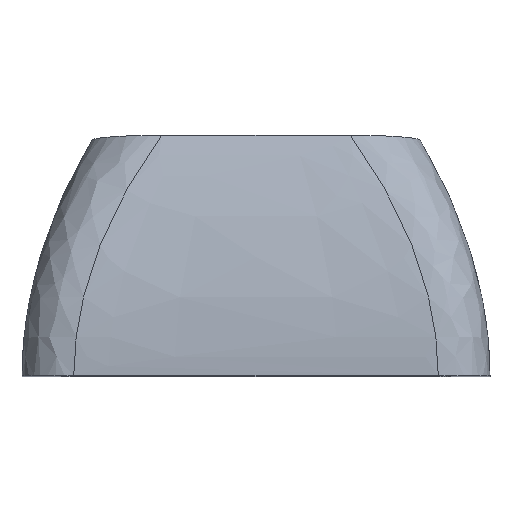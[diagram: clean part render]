
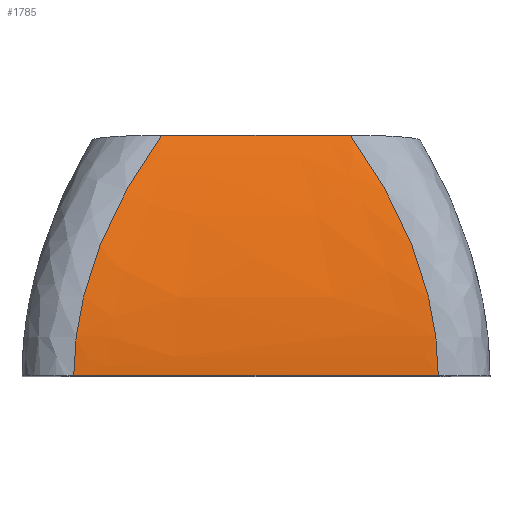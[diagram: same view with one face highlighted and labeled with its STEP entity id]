
A CAD part, top view. The second image highlights one B-rep face of the part: STEP entity #1785.
In plain terms, the highlighted free-form (B-spline) face has degree [3, 3] with [4, 4] control points.
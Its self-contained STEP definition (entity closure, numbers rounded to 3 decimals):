
#42=B_SPLINE_SURFACE_WITH_KNOTS('',3,3,((#2547,#2548,#2549,#2550),(#2551,
#2552,#2553,#2554),(#2555,#2556,#2557,#2558),(#2559,#2560,#2561,#2562)),
 .UNSPECIFIED.,.F.,.F.,.F.,(4,4),(4,4),(0.,1.),(0.,1.),.UNSPECIFIED.);
#94=B_SPLINE_CURVE_WITH_KNOTS('',3,(#2567,#2568,#2569,#2570),
 .UNSPECIFIED.,.F.,.F.,(4,4),(0.,1.),.UNSPECIFIED.);
#95=B_SPLINE_CURVE_WITH_KNOTS('',3,(#2573,#2574,#2575,#2576),
 .UNSPECIFIED.,.F.,.F.,(4,4),(0.,1.),.UNSPECIFIED.);
#192=FACE_OUTER_BOUND('',#291,.T.);
#291=EDGE_LOOP('',(#1221,#1222,#1223,#1224));
#414=LINE('',#2565,#576);
#415=LINE('',#2572,#577);
#576=VECTOR('',#2008,10.);
#577=VECTOR('',#2009,10.);
#744=VERTEX_POINT('',#2563);
#745=VERTEX_POINT('',#2564);
#746=VERTEX_POINT('',#2566);
#747=VERTEX_POINT('',#2571);
#937=EDGE_CURVE('',#744,#745,#414,.T.);
#938=EDGE_CURVE('',#745,#746,#94,.T.);
#939=EDGE_CURVE('',#747,#746,#415,.T.);
#940=EDGE_CURVE('',#744,#747,#95,.T.);
#1221=ORIENTED_EDGE('',*,*,#937,.T.);
#1222=ORIENTED_EDGE('',*,*,#938,.T.);
#1223=ORIENTED_EDGE('',*,*,#939,.F.);
#1224=ORIENTED_EDGE('',*,*,#940,.F.);
#1785=ADVANCED_FACE('',(#192),#42,.T.);
#2008=DIRECTION('',(-1.,0.,0.));
#2009=DIRECTION('',(-1.,0.,0.));
#2547=CARTESIAN_POINT('Ctrl Pts',(12.7,9.309,15.363));
#2548=CARTESIAN_POINT('Ctrl Pts',(14.967,6.206,17.188));
#2549=CARTESIAN_POINT('Ctrl Pts',(16.1,2.956,18.1));
#2550=CARTESIAN_POINT('Ctrl Pts',(16.1,0.,18.1));
#2551=CARTESIAN_POINT('Ctrl Pts',(11.286,9.309,15.363));
#2552=CARTESIAN_POINT('Ctrl Pts',(13.336,6.206,17.149));
#2553=CARTESIAN_POINT('Ctrl Pts',(15.053,2.956,18.1));
#2554=CARTESIAN_POINT('Ctrl Pts',(15.053,0.,
18.1));
#2555=CARTESIAN_POINT('Ctrl Pts',(6.814,9.309,15.363));
#2556=CARTESIAN_POINT('Ctrl Pts',(4.764,6.206,17.149));
#2557=CARTESIAN_POINT('Ctrl Pts',(3.047,2.956,18.1));
#2558=CARTESIAN_POINT('Ctrl Pts',(3.047,0.,
18.1));
#2559=CARTESIAN_POINT('Ctrl Pts',(5.4,9.309,15.363));
#2560=CARTESIAN_POINT('Ctrl Pts',(3.133,6.206,17.188));
#2561=CARTESIAN_POINT('Ctrl Pts',(2.,2.956,18.1));
#2562=CARTESIAN_POINT('Ctrl Pts',(2.,0.,18.1));
#2563=CARTESIAN_POINT('',(12.7,9.309,15.363));
#2564=CARTESIAN_POINT('',(5.4,9.309,15.363));
#2565=CARTESIAN_POINT('',(12.7,9.309,15.363));
#2566=CARTESIAN_POINT('',(2.,0.,18.1));
#2567=CARTESIAN_POINT('Ctrl Pts',(5.4,9.309,15.363));
#2568=CARTESIAN_POINT('Ctrl Pts',(3.133,6.206,17.188));
#2569=CARTESIAN_POINT('Ctrl Pts',(2.,2.956,18.1));
#2570=CARTESIAN_POINT('Ctrl Pts',(2.,0.,18.1));
#2571=CARTESIAN_POINT('',(16.1,0.,18.1));
#2572=CARTESIAN_POINT('',(16.1,0.,18.1));
#2573=CARTESIAN_POINT('Ctrl Pts',(12.7,9.309,15.363));
#2574=CARTESIAN_POINT('Ctrl Pts',(14.967,6.206,17.188));
#2575=CARTESIAN_POINT('Ctrl Pts',(16.1,2.956,18.1));
#2576=CARTESIAN_POINT('Ctrl Pts',(16.1,0.,18.1));
